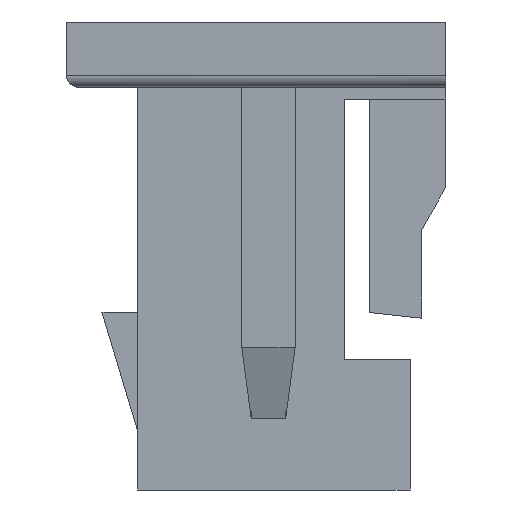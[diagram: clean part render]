
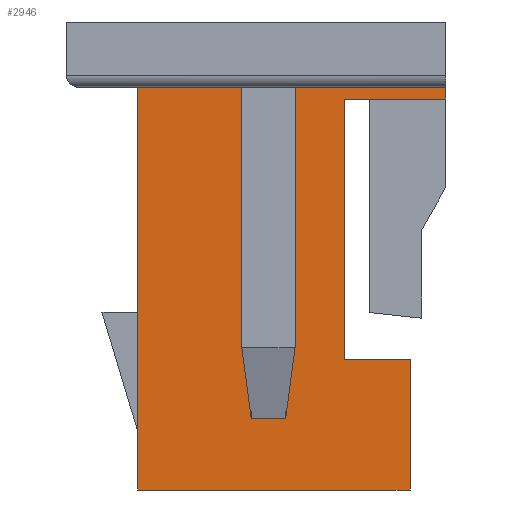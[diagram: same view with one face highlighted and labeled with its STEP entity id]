
A CAD part, left-side view. The second image highlights one B-rep face of the part: STEP entity #2946.
In plain terms, the highlighted planar face has unit normal (-1, 0, 0).
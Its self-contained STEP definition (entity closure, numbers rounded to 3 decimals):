
#476=ORIENTED_EDGE('',*,*,#981,.F.);
#477=ORIENTED_EDGE('',*,*,#1215,.T.);
#478=ORIENTED_EDGE('',*,*,#1216,.T.);
#479=ORIENTED_EDGE('',*,*,#1217,.F.);
#480=ORIENTED_EDGE('',*,*,#948,.F.);
#481=ORIENTED_EDGE('',*,*,#904,.F.);
#482=ORIENTED_EDGE('',*,*,#1218,.T.);
#483=ORIENTED_EDGE('',*,*,#1219,.F.);
#484=ORIENTED_EDGE('',*,*,#1220,.F.);
#485=ORIENTED_EDGE('',*,*,#900,.F.);
#486=ORIENTED_EDGE('',*,*,#1041,.T.);
#487=ORIENTED_EDGE('',*,*,#1021,.F.);
#900=EDGE_CURVE('',#1330,#1331,#1612,.T.);
#904=EDGE_CURVE('',#1334,#1335,#1616,.T.);
#948=EDGE_CURVE('',#1335,#1369,#1656,.T.);
#981=EDGE_CURVE('',#1398,#1399,#1689,.T.);
#1021=EDGE_CURVE('',#1399,#1430,#1729,.T.);
#1041=EDGE_CURVE('',#1330,#1430,#1749,.T.);
#1215=EDGE_CURVE('',#1398,#1568,#1923,.T.);
#1216=EDGE_CURVE('',#1568,#1569,#1924,.T.);
#1217=EDGE_CURVE('',#1369,#1569,#1925,.T.);
#1218=EDGE_CURVE('',#1334,#1570,#1926,.T.);
#1219=EDGE_CURVE('',#1571,#1570,#1927,.T.);
#1220=EDGE_CURVE('',#1331,#1571,#1928,.T.);
#1330=VERTEX_POINT('',#3929);
#1331=VERTEX_POINT('',#3931);
#1334=VERTEX_POINT('',#3937);
#1335=VERTEX_POINT('',#3939);
#1369=VERTEX_POINT('',#4026);
#1398=VERTEX_POINT('',#4090);
#1399=VERTEX_POINT('',#4092);
#1430=VERTEX_POINT('',#4172);
#1568=VERTEX_POINT('',#4544);
#1569=VERTEX_POINT('',#4546);
#1570=VERTEX_POINT('',#4549);
#1571=VERTEX_POINT('',#4551);
#1612=LINE('',#3930,#2036);
#1616=LINE('',#3938,#2040);
#1656=LINE('',#4025,#2080);
#1689=LINE('',#4091,#2113);
#1729=LINE('',#4171,#2153);
#1749=LINE('',#4209,#2173);
#1923=LINE('',#4543,#2347);
#1924=LINE('',#4545,#2348);
#1925=LINE('',#4547,#2349);
#1926=LINE('',#4548,#2350);
#1927=LINE('',#4550,#2351);
#1928=LINE('',#4552,#2352);
#2036=VECTOR('',#3202,1000.);
#2040=VECTOR('',#3206,1000.);
#2080=VECTOR('',#3272,1000.);
#2113=VECTOR('',#3311,1000.);
#2153=VECTOR('',#3369,1000.);
#2173=VECTOR('',#3391,1000.);
#2347=VECTOR('',#3643,1000.);
#2348=VECTOR('',#3644,1000.);
#2349=VECTOR('',#3645,1000.);
#2350=VECTOR('',#3646,1000.);
#2351=VECTOR('',#3647,1000.);
#2352=VECTOR('',#3648,1000.);
#2520=EDGE_LOOP('',(#476,#477,#478,#479,#480,#481,#482,#483,#484,#485,#486,
#487));
#2666=FACE_BOUND('',#2520,.T.);
#2807=PLANE('',#3107);
#2946=ADVANCED_FACE('',(#2666),#2807,.F.);
#3107=AXIS2_PLACEMENT_3D('',#4542,#3641,#3642);
#3202=DIRECTION('',(0.,-1.,0.));
#3206=DIRECTION('',(0.,-1.,0.));
#3272=DIRECTION('',(0.,0.,-1.));
#3311=DIRECTION('',(0.,0.,-1.));
#3369=DIRECTION('',(0.,1.,0.));
#3391=DIRECTION('',(0.,0.,-1.));
#3641=DIRECTION('',(1.,0.,0.));
#3642=DIRECTION('',(0.,0.,-1.));
#3643=DIRECTION('',(0.,1.,0.));
#3644=DIRECTION('',(0.,0.,1.));
#3645=DIRECTION('',(0.,1.,0.));
#3646=DIRECTION('',(0.,0.,-1.));
#3647=DIRECTION('',(0.,-1.,0.));
#3648=DIRECTION('',(0.,0.,-1.));
#3929=CARTESIAN_POINT('',(-2.1,1.,1.425));
#3930=CARTESIAN_POINT('',(-2.1,1.6,1.425));
#3931=CARTESIAN_POINT('',(-2.1,0.04,1.425));
#3937=CARTESIAN_POINT('',(-2.1,-0.25,1.425));
#3938=CARTESIAN_POINT('',(-2.1,-0.33,1.425));
#3939=CARTESIAN_POINT('',(-2.1,-1.6,1.425));
#4025=CARTESIAN_POINT('',(-2.1,-1.6,1.425));
#4026=CARTESIAN_POINT('',(-2.1,-1.6,1.325));
#4090=CARTESIAN_POINT('',(-2.1,-1.3,-0.875));
#4091=CARTESIAN_POINT('',(-2.1,-1.3,0.));
#4092=CARTESIAN_POINT('',(-2.1,-1.3,-1.975));
#4171=CARTESIAN_POINT('',(-2.1,-1.6,-1.975));
#4172=CARTESIAN_POINT('',(-2.1,1.,-1.975));
#4209=CARTESIAN_POINT('',(-2.1,1.,1.425));
#4542=CARTESIAN_POINT('',(-2.1,0.,0.));
#4543=CARTESIAN_POINT('',(-2.1,-1.85,-0.875));
#4544=CARTESIAN_POINT('',(-2.1,-0.75,-0.875));
#4545=CARTESIAN_POINT('',(-2.1,-0.75,-0.875));
#4546=CARTESIAN_POINT('',(-2.1,-0.75,1.325));
#4547=CARTESIAN_POINT('',(-2.1,-1.85,1.325));
#4548=CARTESIAN_POINT('',(-2.1,-0.25,1.425));
#4549=CARTESIAN_POINT('',(-2.1,-0.25,-1.375));
#4550=CARTESIAN_POINT('',(-2.1,0.12,-1.375));
#4551=CARTESIAN_POINT('',(-2.1,0.04,-1.375));
#4552=CARTESIAN_POINT('',(-2.1,0.04,1.425));
